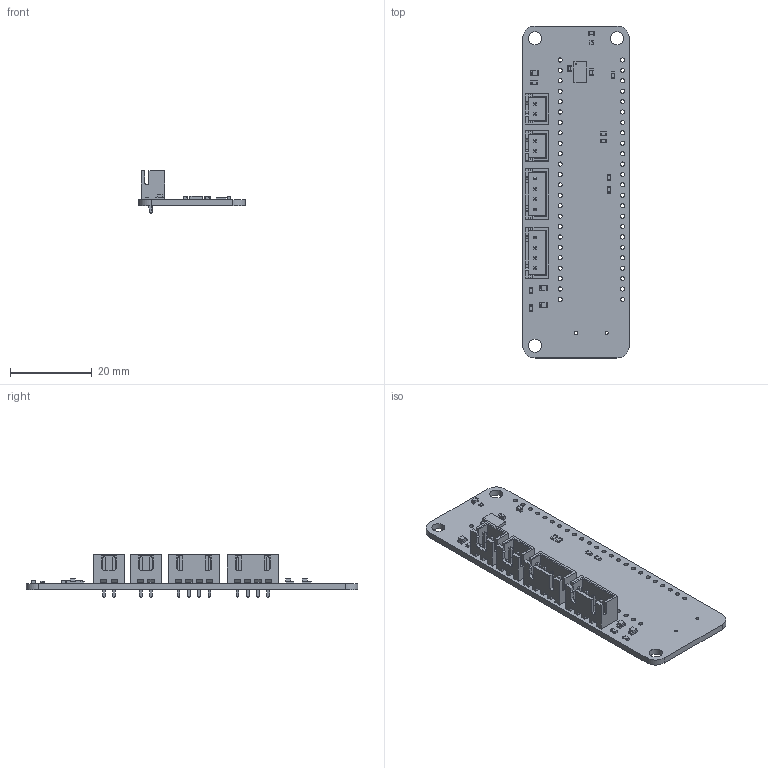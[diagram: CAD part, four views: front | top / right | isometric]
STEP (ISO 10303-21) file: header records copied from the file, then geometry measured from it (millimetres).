
FILE_DESCRIPTION(('KiCad electronic assembly'),'2;1');
FILE_NAME('drew_example_fc.step','2025-11-10T15:34:24',('Pcbnew'),( 'Kicad'),'Open CASCADE STEP processor 7.8','KiCad to STEP converter' ,'Unknown');
FILE_SCHEMA(('AUTOMOTIVE_DESIGN { 1 0 10303 214 1 1 1 1 }'));
Length unit declared in the file: millimetre
Products named in the file (9): drew_example_fc 1; R_0603_1608Metric; C_0603_1608Metric; JST_XH_B2B-XH-A_1x02_P2.50mm_Vertical; JST_XH_B4B-XH-A_1x04_P2.50mm_Vertical; LED_0805_2012Metric; WLP-4_0.86x0.86mm_P0.4mm; LGA-8_3x5mm_P1.25mm; drew_example_fc_PCB
Assembly tree (21 placements, depth 2):
  drew_example_fc 1
    R_0603_1608Metric  x7
    C_0603_1608Metric  x4
    JST_XH_B2B-XH-A_1x02_P2.50mm_Vertical  x2
    JST_XH_B4B-XH-A_1x04_P2.50mm_Vertical  x2
    LED_0805_2012Metric  x3
    WLP-4_0.86x0.86mm_P0.4mm
    LGA-8_3x5mm_P1.25mm
    drew_example_fc_PCB
Bounding box: 26 x 81 x 10.4 mm (x, y, z)
Volume: 3890 mm3; surface area: 6906.4 mm2
Topology: 21 solids, 21 shells, 1039 faces, 2732 edges, 1780 vertices
Faces by surface type: plane 820, cylinder 215, sphere 4
Full cylindrical faces by diameter (mm): 0.2 x2, 0.762 x2, 0.95 x8, 1 x4, 1.02 x48, 3.2 x3
Entity records: 17596 total; most frequent: CARTESIAN_POINT 2531, ORIENTED_EDGE 2464, DIRECTION 2436, EDGE_CURVE 1232, LINE 1010, VECTOR 1010, VERTEX_POINT 808, AXIS2_PLACEMENT_3D 713
